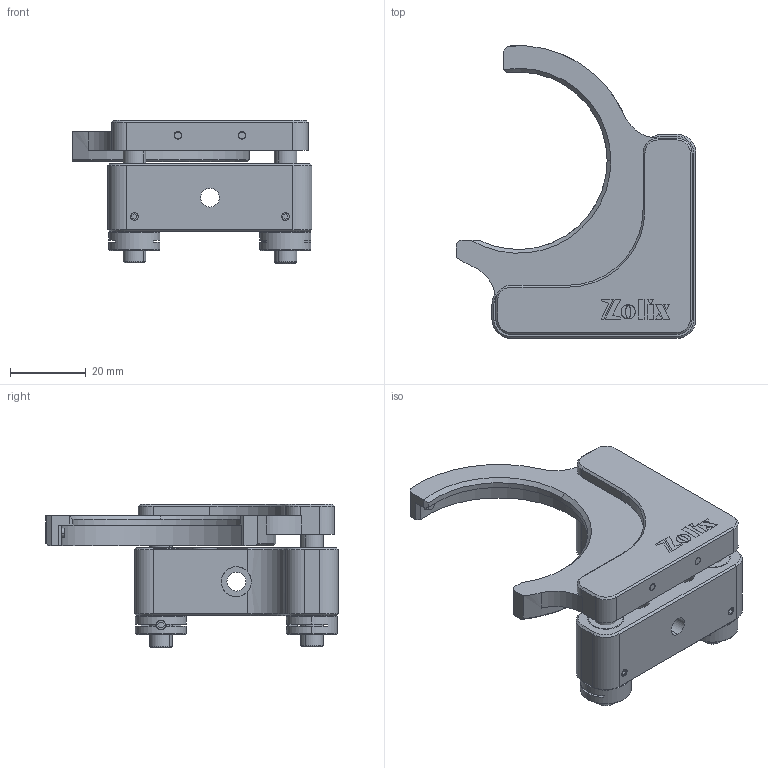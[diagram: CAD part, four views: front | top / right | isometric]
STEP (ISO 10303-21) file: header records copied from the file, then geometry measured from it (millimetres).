
FILE_DESCRIPTION (( 'STEP AP203' ), '1' );
FILE_NAME ('NMGC50.8.step', '2019-05-09T09:00:05', ( '' ), ( '' ), 'SwSTEP 2.0', 'SolidWorks 2016', '' );
FILE_SCHEMA (( 'CONFIG_CONTROL_DESIGN' ));
Length unit declared in the file: millimetre
Products named in the file (1): NMGC50.8
Bounding box: 63.5 x 77.5 x 38 mm (x, y, z)
Surface area: 21368.4 mm2 (no closed solid volume)
Topology: 0 solids, 37 shells, 386 faces, 1387 edges, 1007 vertices
Faces by surface type: plane 174, cylinder 130, cone 76, sphere 6
Entity records: 15447 total; most frequent: CARTESIAN_POINT 3534, DIRECTION 2492, ORIENTED_EDGE 2174, EDGE_CURVE 1373, VERTEX_POINT 1001, VECTOR 910, LINE 910, AXIS2_PLACEMENT_3D 791
